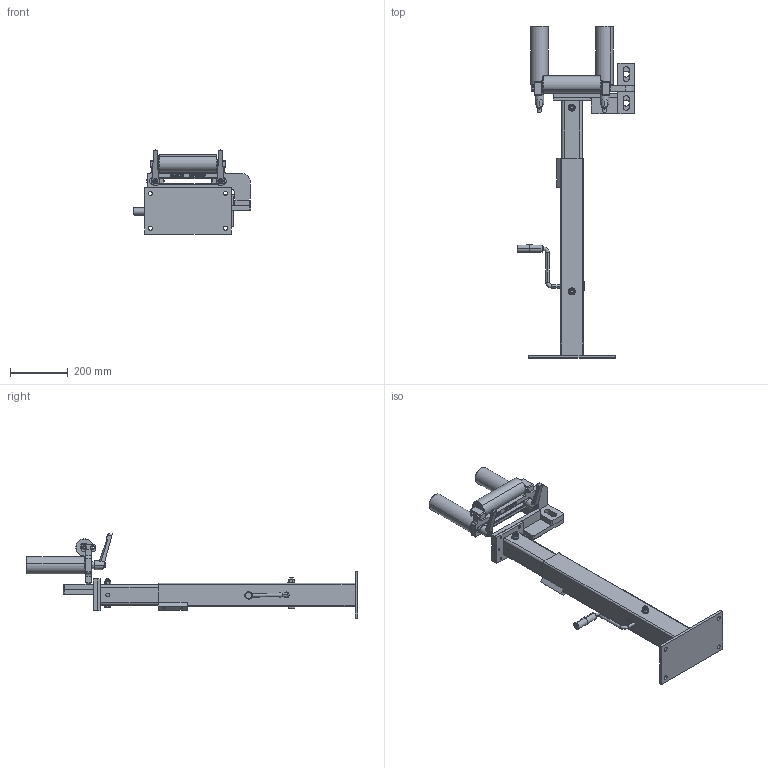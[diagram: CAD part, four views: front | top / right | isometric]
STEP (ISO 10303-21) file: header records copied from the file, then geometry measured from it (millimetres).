
FILE_DESCRIPTION (( 'STEP AP214' ), '1' );
FILE_NAME ('250710 STEP 19053+13912+19055.STEP', '2025-07-10T07:54:06', ( '' ), ( '' ), 'SwSTEP 2.0', 'SolidWorks 2024', '' );
FILE_SCHEMA (( 'AUTOMOTIVE_DESIGN' ));
Length unit declared in the file: millimetre
Products named in the file (4): 250710 PART 19055 Simplified; 250710 PART 13912 Simplified; 250710 STEP 19053+13912+19055; 250710 PART 19053 Simplified
Assembly tree (3 placements, depth 2):
  250710 STEP 19053+13912+19055
    250710 PART 19053 Simplified
    250710 PART 19055 Simplified
    250710 PART 13912 Simplified
Bounding box: 406.9 x 1147 x 290.5 mm (x, y, z)
Volume: 8997172.3 mm3; surface area: 783846 mm2
Topology: 3 solids, 10 shells, 1020 faces, 2673 edges, 1734 vertices
Faces by surface type: plane 433, cylinder 241, bspline 240, cone 76, torus 30
Entity records: 44798 total; most frequent: CARTESIAN_POINT 21021, ORIENTED_EDGE 5326, DIRECTION 4143, EDGE_CURVE 2663, VERTEX_POINT 1734, VECTOR 1435, LINE 1435, AXIS2_PLACEMENT_3D 1354
